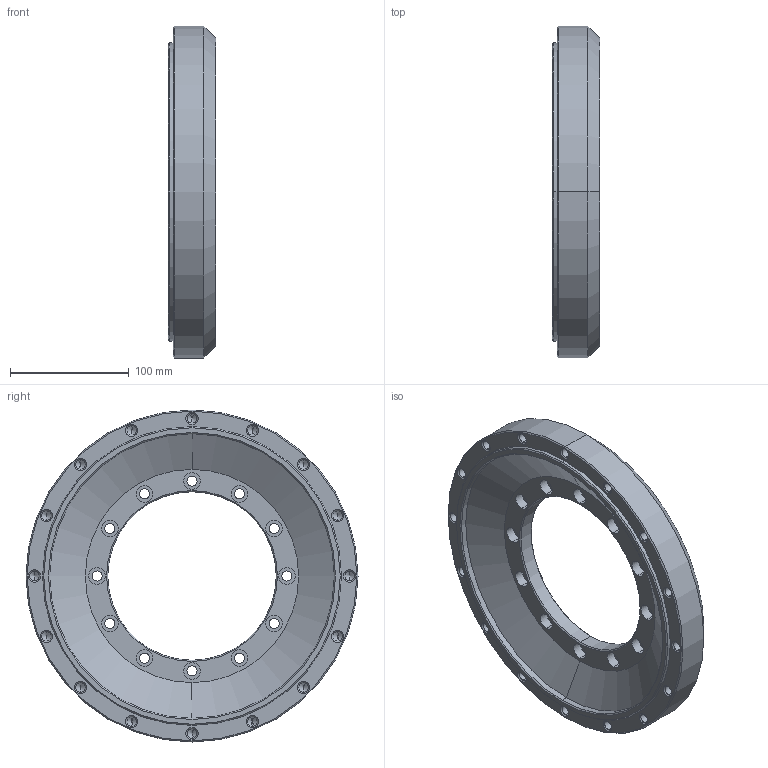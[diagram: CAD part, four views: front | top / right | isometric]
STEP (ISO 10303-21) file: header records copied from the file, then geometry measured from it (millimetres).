
FILE_DESCRIPTION (( 'STEP AP203' ), '1' );
FILE_NAME ('皊覆.544019.051 婑鳧氀.STEP', '2023-06-01T06:38:47', ( '' ), ( '' ), 'SwSTEP 2.0', 'SolidWorks 2022', '' );
FILE_SCHEMA (( 'CONFIG_CONTROL_DESIGN' ));
Length unit declared in the file: millimetre
Products named in the file (1): ТЛВР.544019.051 Фланец
Bounding box: 40 x 280 x 280 mm (x, y, z)
Volume: 1177864.6 mm3; surface area: 149142.8 mm2
Topology: 1 solids, 1 shells, 187 faces, 430 edges, 244 vertices
Faces by surface type: cylinder 90, cone 80, plane 17
Entity records: 5197 total; most frequent: DIRECTION 1002, CARTESIAN_POINT 830, ORIENTED_EDGE 796, AXIS2_PLACEMENT_3D 416, EDGE_CURVE 398, EDGE_LOOP 244, VERTEX_POINT 244, CIRCLE 228
